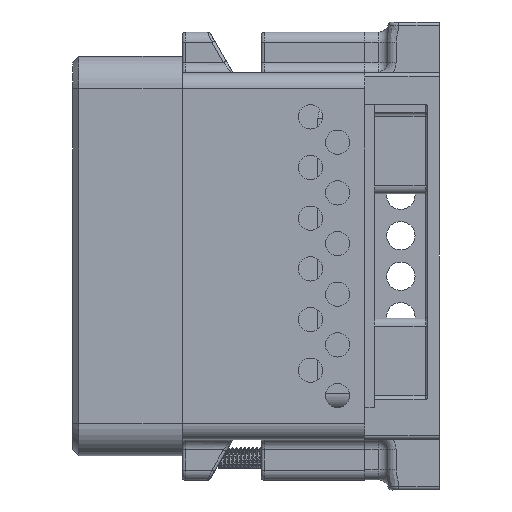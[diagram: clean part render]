
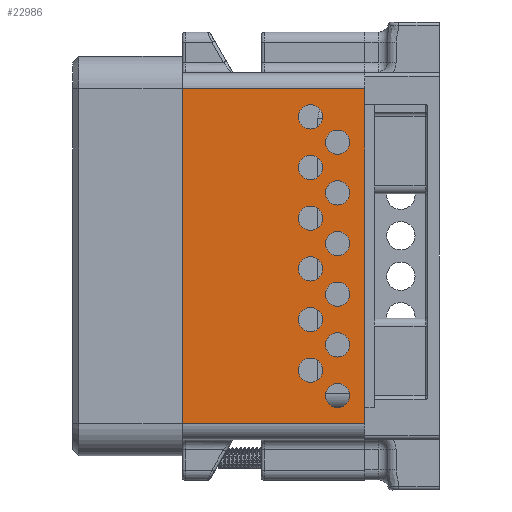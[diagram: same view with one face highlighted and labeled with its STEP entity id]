
A CAD part, left-side view. The second image highlights one B-rep face of the part: STEP entity #22986.
In plain terms, the highlighted planar face has unit normal (-1, 0, 0).
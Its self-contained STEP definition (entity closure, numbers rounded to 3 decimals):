
#1581=FACE_BOUND('',#4002,.T.);
#1582=FACE_BOUND('',#4003,.T.);
#1583=FACE_BOUND('',#4004,.T.);
#1584=FACE_BOUND('',#4005,.T.);
#1585=FACE_BOUND('',#4006,.T.);
#1586=FACE_BOUND('',#4007,.T.);
#1587=FACE_BOUND('',#4008,.T.);
#1588=FACE_BOUND('',#4009,.T.);
#1589=FACE_BOUND('',#4010,.T.);
#1590=FACE_BOUND('',#4011,.T.);
#1591=FACE_BOUND('',#4012,.T.);
#1592=FACE_BOUND('',#4013,.T.);
#2523=FACE_OUTER_BOUND('',#4001,.T.);
#4001=EDGE_LOOP('',(#19255,#19256,#19257,#19258));
#4002=EDGE_LOOP('',(#19259));
#4003=EDGE_LOOP('',(#19260));
#4004=EDGE_LOOP('',(#19261));
#4005=EDGE_LOOP('',(#19262));
#4006=EDGE_LOOP('',(#19263));
#4007=EDGE_LOOP('',(#19264));
#4008=EDGE_LOOP('',(#19265));
#4009=EDGE_LOOP('',(#19266));
#4010=EDGE_LOOP('',(#19267));
#4011=EDGE_LOOP('',(#19268));
#4012=EDGE_LOOP('',(#19269));
#4013=EDGE_LOOP('',(#19270));
#5166=LINE('',#37224,#7115);
#6027=LINE('',#39185,#7976);
#6035=LINE('',#39238,#7984);
#6036=LINE('',#39240,#7985);
#7115=VECTOR('',#28009,10.);
#7976=VECTOR('',#29722,82.551);
#7984=VECTOR('',#29776,10.);
#7985=VECTOR('',#29779,20.);
#9116=CIRCLE('',#24885,3.);
#9117=CIRCLE('',#24886,3.);
#9118=CIRCLE('',#24887,3.);
#9119=CIRCLE('',#24888,3.);
#9120=CIRCLE('',#24889,3.);
#9121=CIRCLE('',#24890,3.);
#9122=CIRCLE('',#24891,3.);
#9123=CIRCLE('',#24892,3.);
#9124=CIRCLE('',#24893,3.);
#9125=CIRCLE('',#24894,3.);
#9126=CIRCLE('',#24895,3.);
#9127=CIRCLE('',#24896,3.);
#10122=VERTEX_POINT('',#37221);
#10123=VERTEX_POINT('',#37223);
#10750=VERTEX_POINT('',#39182);
#10751=VERTEX_POINT('',#39184);
#10774=VERTEX_POINT('',#39242);
#10775=VERTEX_POINT('',#39244);
#10776=VERTEX_POINT('',#39246);
#10777=VERTEX_POINT('',#39248);
#10778=VERTEX_POINT('',#39250);
#10779=VERTEX_POINT('',#39252);
#10780=VERTEX_POINT('',#39254);
#10781=VERTEX_POINT('',#39256);
#10782=VERTEX_POINT('',#39258);
#10783=VERTEX_POINT('',#39260);
#10784=VERTEX_POINT('',#39262);
#10785=VERTEX_POINT('',#39264);
#12752=EDGE_CURVE('',#10122,#10123,#5166,.T.);
#13714=EDGE_CURVE('',#10750,#10751,#6027,.T.);
#13741=EDGE_CURVE('',#10751,#10122,#6035,.T.);
#13742=EDGE_CURVE('',#10750,#10123,#6036,.T.);
#13743=EDGE_CURVE('',#10774,#10774,#9116,.T.);
#13744=EDGE_CURVE('',#10775,#10775,#9117,.T.);
#13745=EDGE_CURVE('',#10776,#10776,#9118,.T.);
#13746=EDGE_CURVE('',#10777,#10777,#9119,.T.);
#13747=EDGE_CURVE('',#10778,#10778,#9120,.T.);
#13748=EDGE_CURVE('',#10779,#10779,#9121,.T.);
#13749=EDGE_CURVE('',#10780,#10780,#9122,.T.);
#13750=EDGE_CURVE('',#10781,#10781,#9123,.T.);
#13751=EDGE_CURVE('',#10782,#10782,#9124,.T.);
#13752=EDGE_CURVE('',#10783,#10783,#9125,.T.);
#13753=EDGE_CURVE('',#10784,#10784,#9126,.T.);
#13754=EDGE_CURVE('',#10785,#10785,#9127,.T.);
#19255=ORIENTED_EDGE('',*,*,#13742,.T.);
#19256=ORIENTED_EDGE('',*,*,#12752,.F.);
#19257=ORIENTED_EDGE('',*,*,#13741,.F.);
#19258=ORIENTED_EDGE('',*,*,#13714,.F.);
#19259=ORIENTED_EDGE('',*,*,#13743,.F.);
#19260=ORIENTED_EDGE('',*,*,#13744,.F.);
#19261=ORIENTED_EDGE('',*,*,#13745,.F.);
#19262=ORIENTED_EDGE('',*,*,#13746,.F.);
#19263=ORIENTED_EDGE('',*,*,#13747,.F.);
#19264=ORIENTED_EDGE('',*,*,#13748,.F.);
#19265=ORIENTED_EDGE('',*,*,#13749,.F.);
#19266=ORIENTED_EDGE('',*,*,#13750,.F.);
#19267=ORIENTED_EDGE('',*,*,#13751,.F.);
#19268=ORIENTED_EDGE('',*,*,#13752,.F.);
#19269=ORIENTED_EDGE('',*,*,#13753,.F.);
#19270=ORIENTED_EDGE('',*,*,#13754,.F.);
#22092=PLANE('',#24884);
#22986=ADVANCED_FACE('',(#2523,#1581,#1582,#1583,#1584,#1585,#1586,#1587,
#1588,#1589,#1590,#1591,#1592),#22092,.F.);
#24884=AXIS2_PLACEMENT_3D('',#39241,#29780,#29781);
#24885=AXIS2_PLACEMENT_3D('',#39243,#29782,#29783);
#24886=AXIS2_PLACEMENT_3D('',#39245,#29784,#29785);
#24887=AXIS2_PLACEMENT_3D('',#39247,#29786,#29787);
#24888=AXIS2_PLACEMENT_3D('',#39249,#29788,#29789);
#24889=AXIS2_PLACEMENT_3D('',#39251,#29790,#29791);
#24890=AXIS2_PLACEMENT_3D('',#39253,#29792,#29793);
#24891=AXIS2_PLACEMENT_3D('',#39255,#29794,#29795);
#24892=AXIS2_PLACEMENT_3D('',#39257,#29796,#29797);
#24893=AXIS2_PLACEMENT_3D('',#39259,#29798,#29799);
#24894=AXIS2_PLACEMENT_3D('',#39261,#29800,#29801);
#24895=AXIS2_PLACEMENT_3D('',#39263,#29802,#29803);
#24896=AXIS2_PLACEMENT_3D('',#39265,#29804,#29805);
#28009=DIRECTION('',(0.,0.,1.));
#29722=DIRECTION('',(0.,0.,-1.));
#29776=DIRECTION('',(0.,1.,0.));
#29779=DIRECTION('',(0.,1.,0.));
#29780=DIRECTION('center_axis',(1.,0.,0.));
#29781=DIRECTION('ref_axis',(0.,0.,-1.));
#29782=DIRECTION('center_axis',(-1.,0.,0.));
#29783=DIRECTION('ref_axis',(0.,0.,1.));
#29784=DIRECTION('center_axis',(-1.,0.,0.));
#29785=DIRECTION('ref_axis',(0.,0.,1.));
#29786=DIRECTION('center_axis',(-1.,0.,0.));
#29787=DIRECTION('ref_axis',(0.,0.,1.));
#29788=DIRECTION('center_axis',(-1.,0.,0.));
#29789=DIRECTION('ref_axis',(0.,0.,1.));
#29790=DIRECTION('center_axis',(-1.,0.,0.));
#29791=DIRECTION('ref_axis',(0.,0.,1.));
#29792=DIRECTION('center_axis',(-1.,0.,0.));
#29793=DIRECTION('ref_axis',(0.,0.,1.));
#29794=DIRECTION('center_axis',(-1.,0.,0.));
#29795=DIRECTION('ref_axis',(0.,0.,1.));
#29796=DIRECTION('center_axis',(-1.,0.,0.));
#29797=DIRECTION('ref_axis',(0.,0.,1.));
#29798=DIRECTION('center_axis',(-1.,0.,0.));
#29799=DIRECTION('ref_axis',(0.,0.,1.));
#29800=DIRECTION('center_axis',(-1.,0.,0.));
#29801=DIRECTION('ref_axis',(0.,0.,1.));
#29802=DIRECTION('center_axis',(-1.,0.,0.));
#29803=DIRECTION('ref_axis',(0.,0.,1.));
#29804=DIRECTION('center_axis',(-1.,0.,0.));
#29805=DIRECTION('ref_axis',(0.,0.,1.));
#37221=CARTESIAN_POINT('',(12.304,68.,154.));
#37223=CARTESIAN_POINT('',(12.304,68.,236.551));
#37224=CARTESIAN_POINT('',(12.304,68.,154.));
#39182=CARTESIAN_POINT('',(12.304,0.,236.551));
#39184=CARTESIAN_POINT('',(12.304,0.,154.));
#39185=CARTESIAN_POINT('',(12.304,0.,236.551));
#39238=CARTESIAN_POINT('',(12.304,20.,154.));
#39240=CARTESIAN_POINT('',(12.304,0.,236.551));
#39241=CARTESIAN_POINT('Origin',(12.304,0.,240.551));
#39242=CARTESIAN_POINT('',(12.304,13.333,226.651));
#39243=CARTESIAN_POINT('Origin',(12.304,13.333,229.651));
#39244=CARTESIAN_POINT('',(12.304,13.333,214.151));
#39245=CARTESIAN_POINT('Origin',(12.304,13.333,217.151));
#39246=CARTESIAN_POINT('',(12.304,13.333,201.651));
#39247=CARTESIAN_POINT('Origin',(12.304,13.333,204.651));
#39248=CARTESIAN_POINT('',(12.304,13.333,189.151));
#39249=CARTESIAN_POINT('Origin',(12.304,13.333,192.151));
#39250=CARTESIAN_POINT('',(12.304,13.333,176.651));
#39251=CARTESIAN_POINT('Origin',(12.304,13.333,179.651));
#39252=CARTESIAN_POINT('',(12.304,13.333,164.151));
#39253=CARTESIAN_POINT('Origin',(12.304,13.333,167.151));
#39254=CARTESIAN_POINT('',(12.304,6.667,220.401));
#39255=CARTESIAN_POINT('Origin',(12.304,6.667,223.401));
#39256=CARTESIAN_POINT('',(12.304,6.667,207.901));
#39257=CARTESIAN_POINT('Origin',(12.304,6.667,210.901));
#39258=CARTESIAN_POINT('',(12.304,6.667,195.401));
#39259=CARTESIAN_POINT('Origin',(12.304,6.667,198.401));
#39260=CARTESIAN_POINT('',(12.304,6.667,182.901));
#39261=CARTESIAN_POINT('Origin',(12.304,6.667,185.901));
#39262=CARTESIAN_POINT('',(12.304,6.667,170.401));
#39263=CARTESIAN_POINT('Origin',(12.304,6.667,173.401));
#39264=CARTESIAN_POINT('',(12.304,6.667,157.901));
#39265=CARTESIAN_POINT('Origin',(12.304,6.667,160.901));
